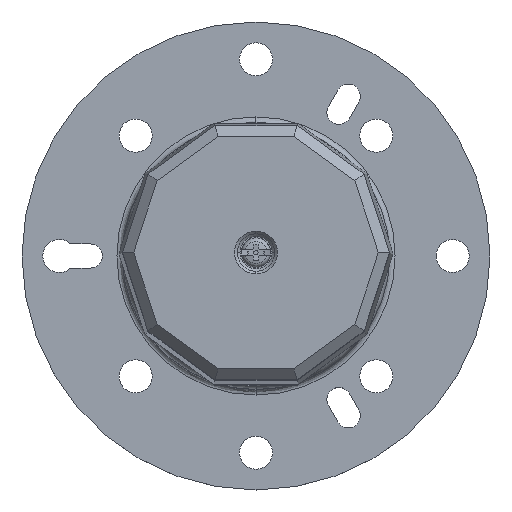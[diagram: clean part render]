
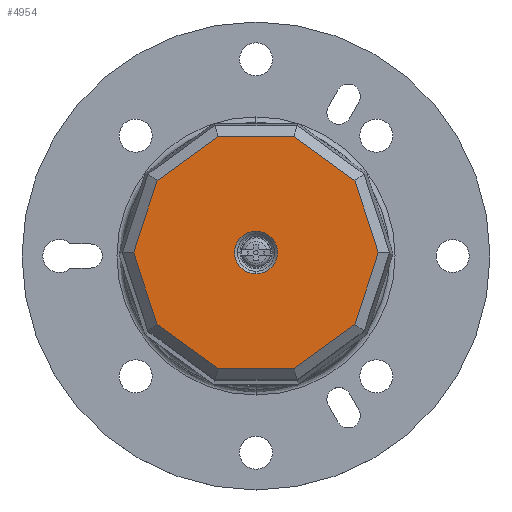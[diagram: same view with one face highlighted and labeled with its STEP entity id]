
A CAD part, top view. The second image highlights one B-rep face of the part: STEP entity #4954.
In plain terms, the highlighted planar face has unit normal (0, 0, 1).
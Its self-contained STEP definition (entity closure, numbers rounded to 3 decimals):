
#4186=CARTESIAN_POINT('',(0.,-4.,365.));
#4187=VERTEX_POINT('',#4186);
#4196=CARTESIAN_POINT('',(0.,4.,365.));
#4197=VERTEX_POINT('',#4196);
#4198=CARTESIAN_POINT('',(0.,0.,365.));
#4199=DIRECTION('',(0.0,0.0,1.0));
#4200=DIRECTION('',(0.0,-1.0,0.0));
#4201=AXIS2_PLACEMENT_3D('',#4198,#4199,#4200);
#4202=CIRCLE('',#4201,4.0);
#4203=EDGE_CURVE('',#4187,#4197,#4202,.T.);
#4692=CARTESIAN_POINT('',(-7.067,-21.75,365.));
#4693=VERTEX_POINT('',#4692);
#4694=CARTESIAN_POINT('',(-18.502,-13.442,365.));
#4695=VERTEX_POINT('',#4694);
#4696=CARTESIAN_POINT('',(-7.067,-21.75,365.));
#4697=DIRECTION('',(-0.809,0.588,0.0));
#4698=VECTOR('',#4697,14.134);
#4699=LINE('',#4696,#4698);
#4700=EDGE_CURVE('',#4693,#4695,#4699,.T.);
#4723=CARTESIAN_POINT('',(-22.869,0.,365.));
#4724=VERTEX_POINT('',#4723);
#4725=CARTESIAN_POINT('',(-18.502,-13.442,365.));
#4726=DIRECTION('',(-0.309,0.951,0.0));
#4727=VECTOR('',#4726,14.134);
#4728=LINE('',#4725,#4727);
#4729=EDGE_CURVE('',#4695,#4724,#4728,.T.);
#4747=CARTESIAN_POINT('',(-18.502,13.442,365.));
#4748=VERTEX_POINT('',#4747);
#4749=CARTESIAN_POINT('',(-22.869,0.,365.));
#4750=DIRECTION('',(0.309,0.951,0.0));
#4751=VECTOR('',#4750,14.134);
#4752=LINE('',#4749,#4751);
#4753=EDGE_CURVE('',#4724,#4748,#4752,.T.);
#4771=CARTESIAN_POINT('',(-7.067,21.75,365.));
#4772=VERTEX_POINT('',#4771);
#4773=CARTESIAN_POINT('',(-18.502,13.442,365.));
#4774=DIRECTION('',(0.809,0.588,0.0));
#4775=VECTOR('',#4774,14.134);
#4776=LINE('',#4773,#4775);
#4777=EDGE_CURVE('',#4748,#4772,#4776,.T.);
#4795=CARTESIAN_POINT('',(7.067,21.75,365.));
#4796=VERTEX_POINT('',#4795);
#4797=CARTESIAN_POINT('',(-7.067,21.75,365.));
#4798=DIRECTION('',(1.0,0.0,0.0));
#4799=VECTOR('',#4798,14.134);
#4800=LINE('',#4797,#4799);
#4801=EDGE_CURVE('',#4772,#4796,#4800,.T.);
#4819=CARTESIAN_POINT('',(18.502,13.442,365.));
#4820=VERTEX_POINT('',#4819);
#4821=CARTESIAN_POINT('',(7.067,21.75,365.));
#4822=DIRECTION('',(0.809,-0.588,0.0));
#4823=VECTOR('',#4822,14.134);
#4824=LINE('',#4821,#4823);
#4825=EDGE_CURVE('',#4796,#4820,#4824,.T.);
#4843=CARTESIAN_POINT('',(22.869,0.,365.));
#4844=VERTEX_POINT('',#4843);
#4845=CARTESIAN_POINT('',(18.502,13.442,365.));
#4846=DIRECTION('',(0.309,-0.951,0.0));
#4847=VECTOR('',#4846,14.134);
#4848=LINE('',#4845,#4847);
#4849=EDGE_CURVE('',#4820,#4844,#4848,.T.);
#4867=CARTESIAN_POINT('',(18.502,-13.442,365.));
#4868=VERTEX_POINT('',#4867);
#4869=CARTESIAN_POINT('',(22.869,0.,365.));
#4870=DIRECTION('',(-0.309,-0.951,0.0));
#4871=VECTOR('',#4870,14.134);
#4872=LINE('',#4869,#4871);
#4873=EDGE_CURVE('',#4844,#4868,#4872,.T.);
#4891=CARTESIAN_POINT('',(7.067,-21.75,365.));
#4892=VERTEX_POINT('',#4891);
#4893=CARTESIAN_POINT('',(18.502,-13.442,365.));
#4894=DIRECTION('',(-0.809,-0.588,0.0));
#4895=VECTOR('',#4894,14.134);
#4896=LINE('',#4893,#4895);
#4897=EDGE_CURVE('',#4868,#4892,#4896,.T.);
#4915=CARTESIAN_POINT('',(7.067,-21.75,365.));
#4916=DIRECTION('',(-1.0,0.0,0.0));
#4917=VECTOR('',#4916,14.134);
#4918=LINE('',#4915,#4917);
#4919=EDGE_CURVE('',#4892,#4693,#4918,.T.);
#4927=CARTESIAN_POINT('',(-25.156,-23.925,365.));
#4928=DIRECTION('',(0.0,0.0,1.0));
#4929=DIRECTION('',(1.0,0.0,0.0));
#4930=AXIS2_PLACEMENT_3D('',#4927,#4928,#4929);
#4931=PLANE('',#4930);
#4932=ORIENTED_EDGE('',*,*,#4700,.F.);
#4933=ORIENTED_EDGE('',*,*,#4919,.F.);
#4934=ORIENTED_EDGE('',*,*,#4897,.F.);
#4935=ORIENTED_EDGE('',*,*,#4873,.F.);
#4936=ORIENTED_EDGE('',*,*,#4849,.F.);
#4937=ORIENTED_EDGE('',*,*,#4825,.F.);
#4938=ORIENTED_EDGE('',*,*,#4801,.F.);
#4939=ORIENTED_EDGE('',*,*,#4777,.F.);
#4940=ORIENTED_EDGE('',*,*,#4753,.F.);
#4941=ORIENTED_EDGE('',*,*,#4729,.F.);
#4942=EDGE_LOOP('',(#4932,#4933,#4934,#4935,#4936,#4937,#4938,#4939,#4940,#4941));
#4943=FACE_OUTER_BOUND('',#4942,.T.);
#4944=CARTESIAN_POINT('',(0.,0.,365.));
#4945=DIRECTION('',(0.0,0.0,1.0));
#4946=DIRECTION('',(0.0,-1.0,0.0));
#4947=AXIS2_PLACEMENT_3D('',#4944,#4945,#4946);
#4948=CIRCLE('',#4947,4.0);
#4949=EDGE_CURVE('',#4197,#4187,#4948,.T.);
#4950=ORIENTED_EDGE('',*,*,#4949,.F.);
#4951=ORIENTED_EDGE('',*,*,#4203,.F.);
#4952=EDGE_LOOP('',(#4950,#4951));
#4953=FACE_BOUND('',#4952,.T.);
#4954=ADVANCED_FACE('',(#4943,#4953),#4931,.T.);
